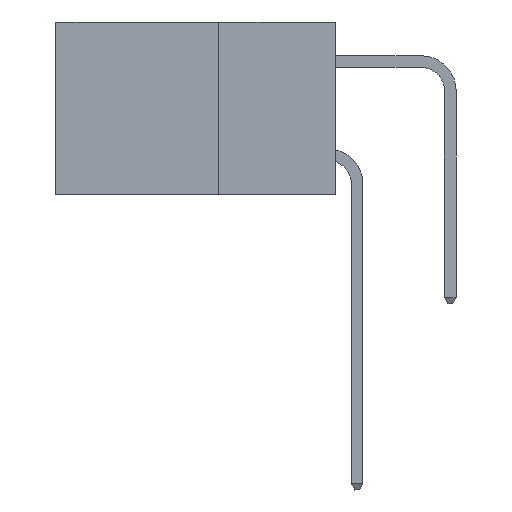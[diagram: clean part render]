
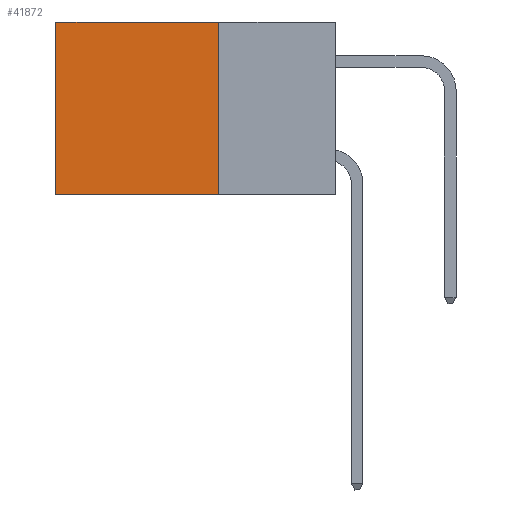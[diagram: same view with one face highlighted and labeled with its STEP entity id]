
A CAD part, left-side view. The second image highlights one B-rep face of the part: STEP entity #41872.
In plain terms, the highlighted planar face has unit normal (-1, 0, 0).
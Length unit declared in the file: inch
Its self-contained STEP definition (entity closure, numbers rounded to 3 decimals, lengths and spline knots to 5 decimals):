
#2217 = CARTESIAN_POINT ( 'NONE',  ( 0.2875, 0.6, -0.37 ) ) ;
#3444 = CARTESIAN_POINT ( 'NONE',  ( 0.2875, 0.25, -0.37 ) ) ;
#5230 = CARTESIAN_POINT ( 'NONE',  ( 0.2875, 0.25, 0. ) ) ;
#5414 = VERTEX_POINT ( 'NONE', #21797 ) ;
#6224 = LINE ( 'NONE', #21146, #39491 ) ;
#7031 = ORIENTED_EDGE ( 'NONE', *, *, #11339, .T. ) ;
#8680 = DIRECTION ( 'NONE',  ( 0., 1., 0. ) ) ;
#9708 = VERTEX_POINT ( 'NONE', #2217 ) ;
#11339 = EDGE_CURVE ( 'NONE', #36143, #9708, #6224, .T. ) ;
#11400 = CARTESIAN_POINT ( 'NONE',  ( 0.2875, 0.25, 0. ) ) ;
#13548 = EDGE_LOOP ( 'NONE', ( #7031, #26031, #20108, #29474 ) ) ;
#13576 = FACE_OUTER_BOUND ( 'NONE', #13548, .T. ) ;
#14265 = PLANE ( 'NONE',  #38269 ) ;
#14698 = DIRECTION ( 'NONE',  ( 0., 0., -1. ) ) ;
#14874 = DIRECTION ( 'NONE',  ( 0., 0., -1. ) ) ;
#16755 = EDGE_CURVE ( 'NONE', #5414, #36143, #33703, .T. ) ;
#17914 = CARTESIAN_POINT ( 'NONE',  ( 0.2875, 0.25, 0. ) ) ;
#18672 = VECTOR ( 'NONE', #8680, 39.37008 ) ;
#19692 = LINE ( 'NONE', #11400, #35277 ) ;
#20108 = ORIENTED_EDGE ( 'NONE', *, *, #30601, .F. ) ;
#21146 = CARTESIAN_POINT ( 'NONE',  ( 0.2875, 0.6, 0. ) ) ;
#21797 = CARTESIAN_POINT ( 'NONE',  ( 0.2875, 0.25, 0. ) ) ;
#22700 = DIRECTION ( 'NONE',  ( 0., 1., 0. ) ) ;
#24602 = DIRECTION ( 'NONE',  ( 0., 0., -1. ) ) ;
#26031 = ORIENTED_EDGE ( 'NONE', *, *, #27876, .F. ) ;
#27876 = EDGE_CURVE ( 'NONE', #28160, #9708, #37035, .T. ) ;
#28160 = VERTEX_POINT ( 'NONE', #3444 ) ;
#29474 = ORIENTED_EDGE ( 'NONE', *, *, #16755, .T. ) ;
#29889 = CARTESIAN_POINT ( 'NONE',  ( 0.2875, 0.25, -0.37 ) ) ;
#30601 = EDGE_CURVE ( 'NONE', #5414, #28160, #19692, .T. ) ;
#33703 = LINE ( 'NONE', #5230, #18672 ) ;
#35277 = VECTOR ( 'NONE', #14698, 39.37008 ) ;
#36143 = VERTEX_POINT ( 'NONE', #43644 ) ;
#37035 = LINE ( 'NONE', #29889, #42382 ) ;
#38269 = AXIS2_PLACEMENT_3D ( 'NONE', #17914, #42002, #14874 ) ;
#39491 = VECTOR ( 'NONE', #24602, 39.37008 ) ;
#41872 = ADVANCED_FACE ( 'NONE', ( #13576 ), #14265, .F. ) ;
#42002 = DIRECTION ( 'NONE',  ( 1., 0., 0. ) ) ;
#42382 = VECTOR ( 'NONE', #22700, 39.37008 ) ;
#43644 = CARTESIAN_POINT ( 'NONE',  ( 0.2875, 0.6, 0. ) ) ;
